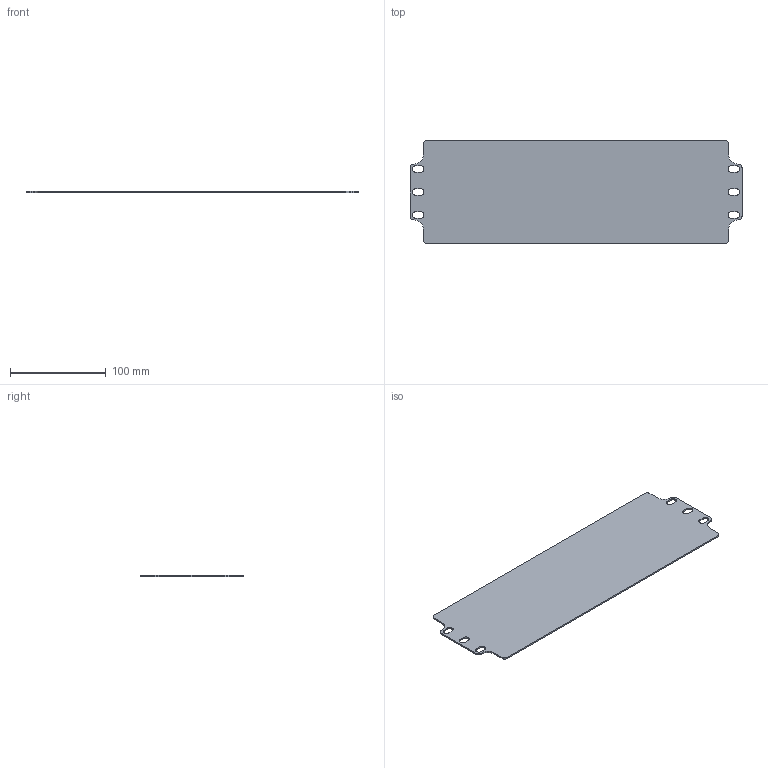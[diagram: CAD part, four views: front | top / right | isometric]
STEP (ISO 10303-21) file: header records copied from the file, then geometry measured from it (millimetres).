
FILE_DESCRIPTION(/* description */ ('Mo.-Pl. MBA / MBP 3616xx'),/* implementation_level */ '2;1');
FILE_NAME(/* name */ '0112100600 - Mo-Platte MBA 3612xx.stp',/* time_stamp */ '2017-01-03T10:44:47+01:00',/* author */ ('robin.rentz'),/* organization */ (''),/* preprocessor_version */ 'ST-DEVELOPER v16.5',/* originating_system */ 'Autodesk Inventor 2017',/* authorisation */ '');
FILE_SCHEMA (('AUTOMOTIVE_DESIGN { 1 0 10303 214 3 1 1 }'));
Length unit declared in the file: millimetre
Products named in the file (1): 0112100600 - Mo-Platte 3612xx
Bounding box: 346 x 108 x 1.5 mm (x, y, z)
Volume: 53386.6 mm3; surface area: 72785.7 mm2
Topology: 1 solids, 1 shells, 46 faces, 132 edges, 88 vertices
Faces by surface type: cylinder 24, plane 22
Entity records: 1578 total; most frequent: DIRECTION 274, CARTESIAN_POINT 267, ORIENTED_EDGE 264, EDGE_CURVE 132, AXIS2_PLACEMENT_3D 95, VERTEX_POINT 88, LINE 84, VECTOR 84
